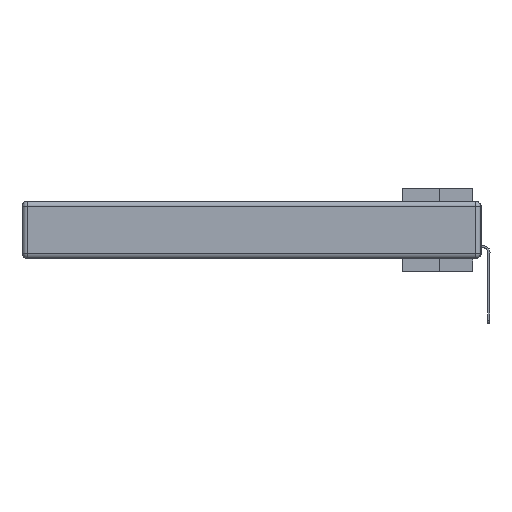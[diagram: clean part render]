
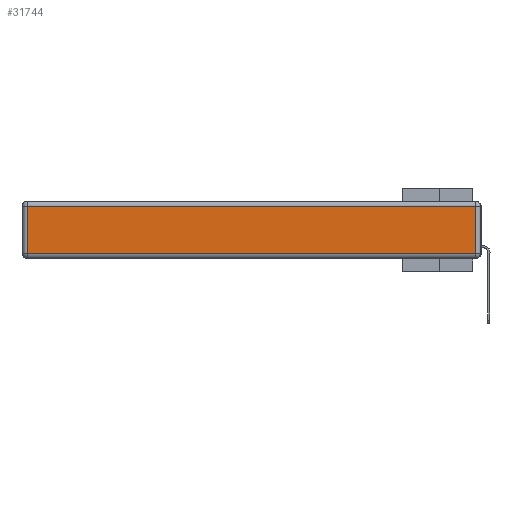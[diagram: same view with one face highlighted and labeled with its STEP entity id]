
A CAD part, left-side view. The second image highlights one B-rep face of the part: STEP entity #31744.
In plain terms, the highlighted planar face has unit normal (-1, 0, 0).
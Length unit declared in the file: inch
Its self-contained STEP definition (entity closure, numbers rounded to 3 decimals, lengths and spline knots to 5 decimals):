
#45 = EDGE_CURVE ( 'NONE', #31242, #40101, #26170, .T. ) ;
#5618 = CARTESIAN_POINT ( 'NONE',  ( 0., 2.72, -0.313 ) ) ;
#5964 = DIRECTION ( 'NONE',  ( 0., 0., 1. ) ) ;
#6595 = LINE ( 'NONE', #39677, #28035 ) ;
#9272 = DIRECTION ( 'NONE',  ( 0., 1., 0. ) ) ;
#12559 = CARTESIAN_POINT ( 'NONE',  ( 0., 2.72, -0.343 ) ) ;
#13297 = VERTEX_POINT ( 'NONE', #34299 ) ;
#15332 = ORIENTED_EDGE ( 'NONE', *, *, #45, .T. ) ;
#15698 = ORIENTED_EDGE ( 'NONE', *, *, #23963, .T. ) ;
#15759 = FACE_OUTER_BOUND ( 'NONE', #30037, .T. ) ;
#17783 = ORIENTED_EDGE ( 'NONE', *, *, #21390, .T. ) ;
#18290 = AXIS2_PLACEMENT_3D ( 'NONE', #40113, #24610, #5964 ) ;
#18306 = DIRECTION ( 'NONE',  ( 0., 0., 1. ) ) ;
#18997 = VECTOR ( 'NONE', #34364, 39.37008 ) ;
#21390 = EDGE_CURVE ( 'NONE', #13297, #31242, #6595, .T. ) ;
#22852 = DIRECTION ( 'NONE',  ( 0., -1., 0. ) ) ;
#23963 = EDGE_CURVE ( 'NONE', #40101, #38911, #28796, .T. ) ;
#24610 = DIRECTION ( 'NONE',  ( -1., 0., 0. ) ) ;
#24617 = CARTESIAN_POINT ( 'NONE',  ( 0., 2.75, -0.03 ) ) ;
#24720 = CARTESIAN_POINT ( 'NONE',  ( 0., 0., -0.313 ) ) ;
#25609 = LINE ( 'NONE', #24720, #29984 ) ;
#26170 = LINE ( 'NONE', #24617, #29120 ) ;
#28035 = VECTOR ( 'NONE', #18306, 39.37008 ) ;
#28072 = CARTESIAN_POINT ( 'NONE',  ( 0., 0.03, -0.03 ) ) ;
#28796 = LINE ( 'NONE', #12559, #18997 ) ;
#29120 = VECTOR ( 'NONE', #9272, 39.37008 ) ;
#29984 = VECTOR ( 'NONE', #22852, 39.37008 ) ;
#30037 = EDGE_LOOP ( 'NONE', ( #38222, #17783, #15332, #15698 ) ) ;
#31242 = VERTEX_POINT ( 'NONE', #28072 ) ;
#31744 = ADVANCED_FACE ( 'NONE', ( #15759 ), #37021, .T. ) ;
#34299 = CARTESIAN_POINT ( 'NONE',  ( 0., 0.03, -0.313 ) ) ;
#34364 = DIRECTION ( 'NONE',  ( 0., 0., -1. ) ) ;
#36351 = EDGE_CURVE ( 'NONE', #38911, #13297, #25609, .T. ) ;
#37021 = PLANE ( 'NONE',  #18290 ) ;
#38222 = ORIENTED_EDGE ( 'NONE', *, *, #36351, .T. ) ;
#38911 = VERTEX_POINT ( 'NONE', #5618 ) ;
#39532 = CARTESIAN_POINT ( 'NONE',  ( 0., 2.72, -0.03 ) ) ;
#39677 = CARTESIAN_POINT ( 'NONE',  ( 0., 0.03, -0.343 ) ) ;
#40101 = VERTEX_POINT ( 'NONE', #39532 ) ;
#40113 = CARTESIAN_POINT ( 'NONE',  ( 0., 0., -0.343 ) ) ;
